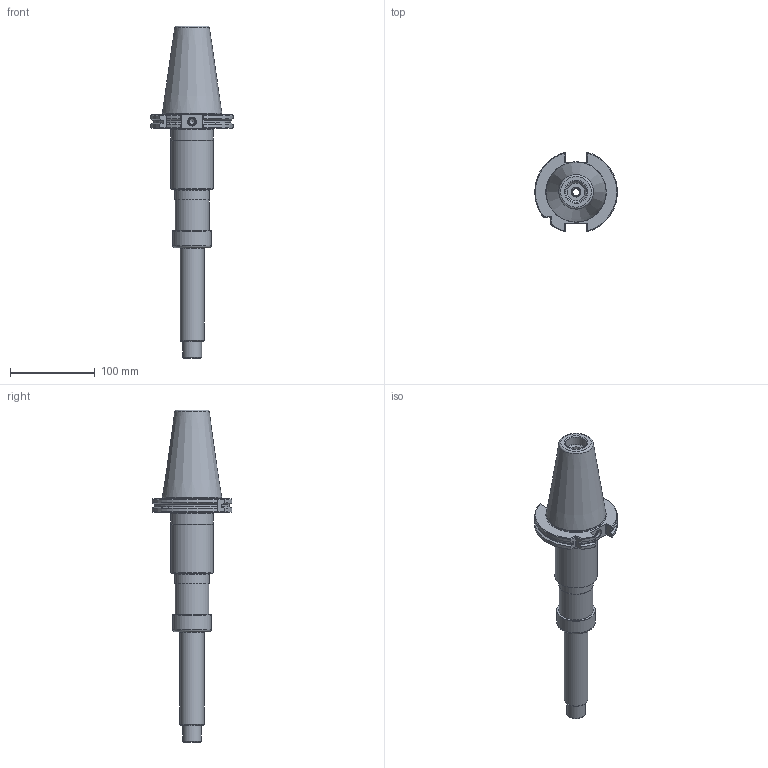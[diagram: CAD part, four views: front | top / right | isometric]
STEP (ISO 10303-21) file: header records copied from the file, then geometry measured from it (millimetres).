
FILE_DESCRIPTION(/* description */ (''),/* implementation_level */ '2;1');
FILE_NAME(/* name */ '885213130.stp',/* time_stamp */ '2021-10-13T12:15:43',/* author */ ('LRA'),/* organization */ ('REGO-FIX'),/* preprocessor_version */ ' Unknown',/* originating_system */ 'SIEMENS PLM Software Solid Edge ST10',/* authorization */ 'Unknown');
FILE_SCHEMA (('AUTOMOTIVE_DESIGN { 1 0 10303 214 2 1 1}'));
Length unit declared in the file: millimetre
Products named in the file (1): NOCUT
Bounding box: 97.32 x 93.58 x 391.3 mm (x, y, z)
Volume: 585725.3 mm3; surface area: 93021.1 mm2
Topology: 1 solids, 3 shells, 163 faces, 390 edges, 245 vertices
Faces by surface type: plane 54, cone 46, cylinder 38, torus 25
Full cylindrical faces by diameter (mm): 7 x1, 8.35 x1, 8.376 x1, 9.6 x1, 10 x1, 10.5 x1, 20.752 x1, 22.3 x1, 23.8 x1, 24.7 x1, 25 x2, 28.3 x1, 33.3 x1, 34 x1, 38.376 x1, 40 x1, 40.05 x1, 40.5 x2, 43.3 x1, 45.65 x1, 50 x1, 50.5 x1
Entity records: 5383 total; most frequent: DIRECTION 790, CARTESIAN_POINT 736, ORIENTED_EDGE 584, AXIS2_PLACEMENT_3D 347, EDGE_CURVE 292, FACE_BOUND 259, EDGE_LOOP 258, VERTEX_POINT 225
